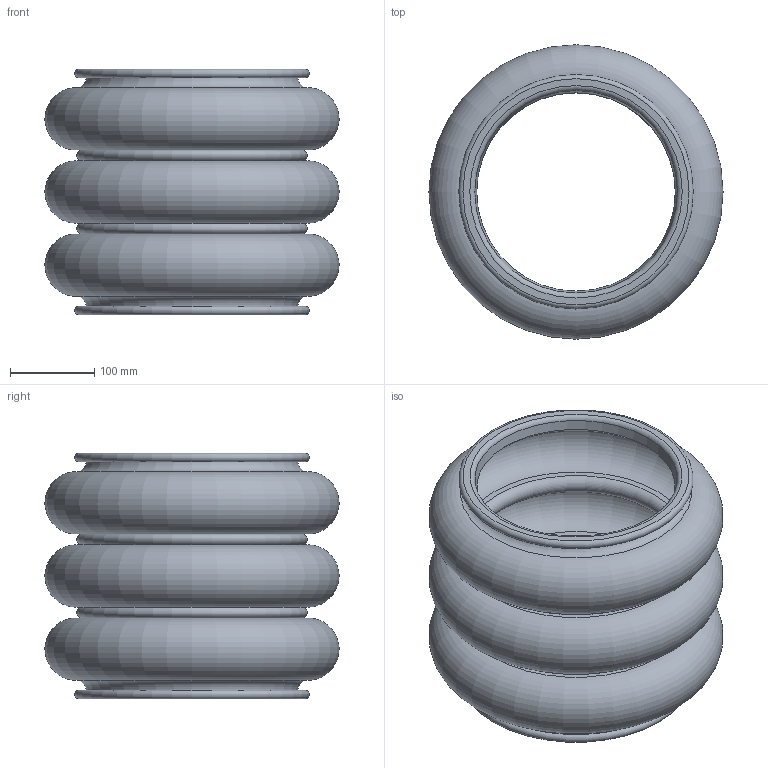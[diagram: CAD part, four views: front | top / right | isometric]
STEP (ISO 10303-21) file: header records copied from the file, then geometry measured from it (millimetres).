
FILE_DESCRIPTION(/* description */ (''),/* implementation_level */ '2;1');
FILE_NAME(/* name */ '6W-350x3-01.stp',/* time_stamp */ '2021-06-15T09:33:20+02:00',/* author */ (''),/* organization */ (''),/* preprocessor_version */ 'ST-DEVELOPER v18.1',/* originating_system */ 'SIEMENS PLM Software NX 1965',/* authorisation */ '');
FILE_SCHEMA (('AP203_CONFIGURATION_CONTROLLED_3D_DESIGN_OF_MECHANICAL_PARTS_AND_ASSEMBLIES_MIM_LF { 1 0 10303 403 2 1 2}'));
Length unit declared in the file: millimetre
Products named in the file (1): hoff119049B9q5zc
Bounding box: 349.89 x 349.89 x 292 mm (x, y, z)
Volume: 2291377.8 mm3; surface area: 1028357.3 mm2
Topology: 3 solids, 3 shells, 42 faces, 74 edges, 44 vertices
Faces by surface type: torus 24, plane 12, cone 4, cylinder 2
Full cylindrical faces by diameter (mm): 252 x2
Entity records: 933 total; most frequent: DIRECTION 166, CARTESIAN_POINT 125, AXIS2_PLACEMENT_3D 83, FACE_BOUND 82, EDGE_LOOP 80, ORIENTED_EDGE 80, ADVANCED_FACE 42, VERTEX_POINT 42
